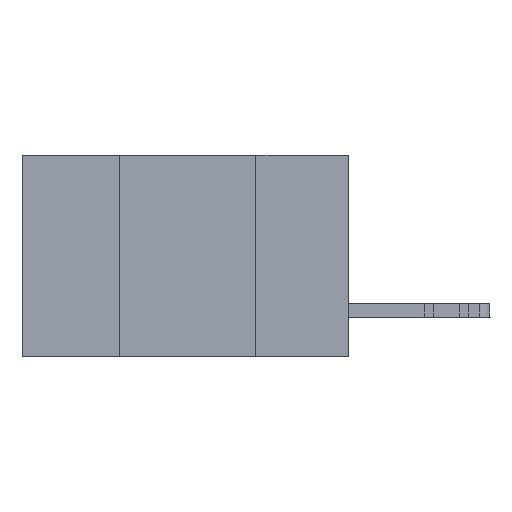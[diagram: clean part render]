
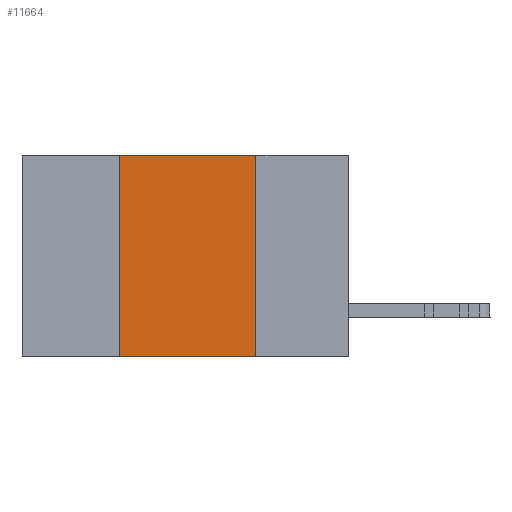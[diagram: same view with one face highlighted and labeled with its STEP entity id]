
A CAD part, left-side view. The second image highlights one B-rep face of the part: STEP entity #11664.
In plain terms, the highlighted planar face has unit normal (-1, 0, 0).
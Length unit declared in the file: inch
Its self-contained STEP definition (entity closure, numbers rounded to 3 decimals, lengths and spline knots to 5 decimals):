
#186 = PLANE ( 'NONE',  #762 ) ;
#762 = AXIS2_PLACEMENT_3D ( 'NONE', #10061, #14517, #12428 ) ;
#2495 = EDGE_LOOP ( 'NONE', ( #19234, #25585, #20938, #18005 ) ) ;
#2743 = VERTEX_POINT ( 'NONE', #17358 ) ;
#3211 = CARTESIAN_POINT ( 'NONE',  ( 0., 0.17, 0. ) ) ;
#3362 = CARTESIAN_POINT ( 'NONE',  ( 0., 0.42, -0.37 ) ) ;
#3853 = EDGE_CURVE ( 'NONE', #9260, #17539, #8034, .T. ) ;
#4327 = CARTESIAN_POINT ( 'NONE',  ( 0., 0.42, 0. ) ) ;
#5305 = CARTESIAN_POINT ( 'NONE',  ( 0., 0.42, 0. ) ) ;
#5703 = VECTOR ( 'NONE', #8847, 39.37008 ) ;
#7049 = VECTOR ( 'NONE', #15161, 39.37008 ) ;
#7871 = EDGE_CURVE ( 'NONE', #17539, #2743, #14228, .T. ) ;
#8034 = LINE ( 'NONE', #5305, #7049 ) ;
#8847 = DIRECTION ( 'NONE',  ( 0., -1., 0. ) ) ;
#9260 = VERTEX_POINT ( 'NONE', #3362 ) ;
#9392 = DIRECTION ( 'NONE',  ( 0., -1., 0. ) ) ;
#10061 = CARTESIAN_POINT ( 'NONE',  ( 0., 0.6, 0. ) ) ;
#11525 = CARTESIAN_POINT ( 'NONE',  ( 0., 0.6, 0. ) ) ;
#11664 = ADVANCED_FACE ( 'NONE', ( #29147 ), #186, .F. ) ;
#12214 = CARTESIAN_POINT ( 'NONE',  ( 0., 0.6, -0.37 ) ) ;
#12428 = DIRECTION ( 'NONE',  ( 0., 0., -1. ) ) ;
#14228 = LINE ( 'NONE', #11525, #5703 ) ;
#14517 = DIRECTION ( 'NONE',  ( 1., 0., 0. ) ) ;
#15161 = DIRECTION ( 'NONE',  ( 0., 0., 1. ) ) ;
#15855 = VECTOR ( 'NONE', #9392, 39.37008 ) ;
#17358 = CARTESIAN_POINT ( 'NONE',  ( 0., 0.17, 0. ) ) ;
#17539 = VERTEX_POINT ( 'NONE', #4327 ) ;
#18005 = ORIENTED_EDGE ( 'NONE', *, *, #29712, .T. ) ;
#19234 = ORIENTED_EDGE ( 'NONE', *, *, #26338, .F. ) ;
#20938 = ORIENTED_EDGE ( 'NONE', *, *, #3853, .F. ) ;
#21614 = CARTESIAN_POINT ( 'NONE',  ( 0., 0.17, -0.37 ) ) ;
#22725 = LINE ( 'NONE', #3211, #31268 ) ;
#25585 = ORIENTED_EDGE ( 'NONE', *, *, #7871, .F. ) ;
#26338 = EDGE_CURVE ( 'NONE', #2743, #27765, #22725, .T. ) ;
#27271 = DIRECTION ( 'NONE',  ( 0., 0., -1. ) ) ;
#27765 = VERTEX_POINT ( 'NONE', #21614 ) ;
#28628 = LINE ( 'NONE', #12214, #15855 ) ;
#29147 = FACE_OUTER_BOUND ( 'NONE', #2495, .T. ) ;
#29712 = EDGE_CURVE ( 'NONE', #9260, #27765, #28628, .T. ) ;
#31268 = VECTOR ( 'NONE', #27271, 39.37008 ) ;
